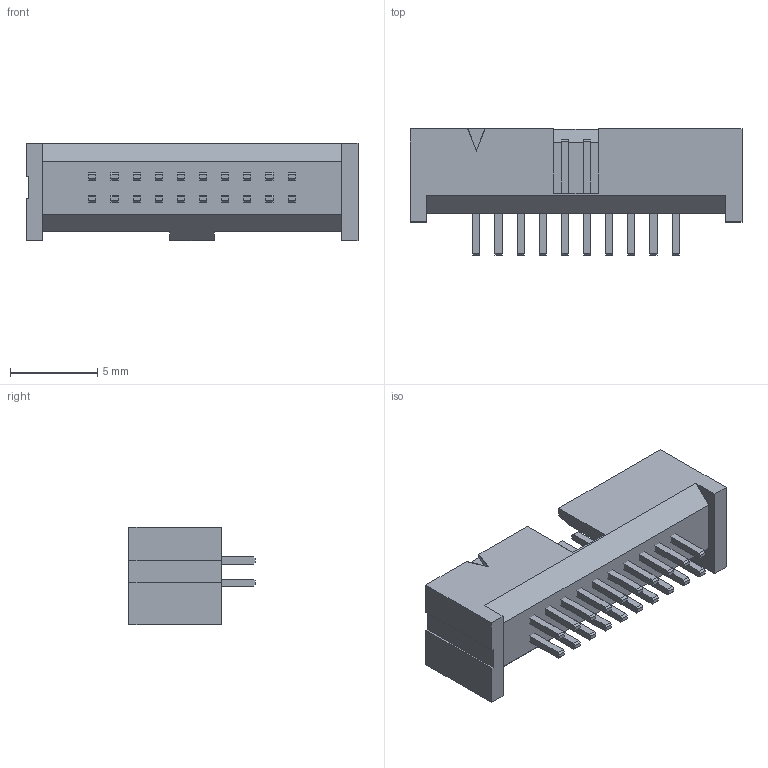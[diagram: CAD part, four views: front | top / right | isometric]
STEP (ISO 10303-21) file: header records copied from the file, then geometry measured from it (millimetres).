
FILE_DESCRIPTION(/* description */ ('STEP AP214'),/* implementation_level */ '2;1');
FILE_NAME(/* name */ 'SHF-110-01-L-D-TH',/* time_stamp */ '2025-08-14T21:58:02+02:00',/* author */ ('License CC BY-ND 4.0'),/* organization */ ('CADENAS'),/* preprocessor_version */ 'ST-DEVELOPER v19.3',/* originating_system */ 'PARTsolutions',/* authorisation */ ' ');
FILE_SCHEMA (('AUTOMOTIVE_DESIGN {1 0 10303 214 3 1 1}'));
Length unit declared in the file: inch
Products named in the file (4): SHF-110-01-L-D-TH; SHF-110-01-D_header; SHF-First_Position_Indicator; T-1S71-02-10-D-TH
Assembly tree (3 placements, depth 2):
  SHF-110-01-L-D-TH
    SHF-110-01-D_header
    SHF-First_Position_Indicator
    T-1S71-02-10-D-TH
Bounding box: 19.05 x 7.24 x 5.59 mm (x, y, z)
Volume: 253.7 mm3; surface area: 823.8 mm2
Topology: 3 solids, 3 shells, 284 faces, 830 edges, 552 vertices
Faces by surface type: plane 284
Entity records: 9307 total; most frequent: CARTESIAN_POINT 1670, ORIENTED_EDGE 1660, DIRECTION 1406, EDGE_CURVE 830, LINE 830, VECTOR 830, VERTEX_POINT 552, AXIS2_PLACEMENT_3D 288
